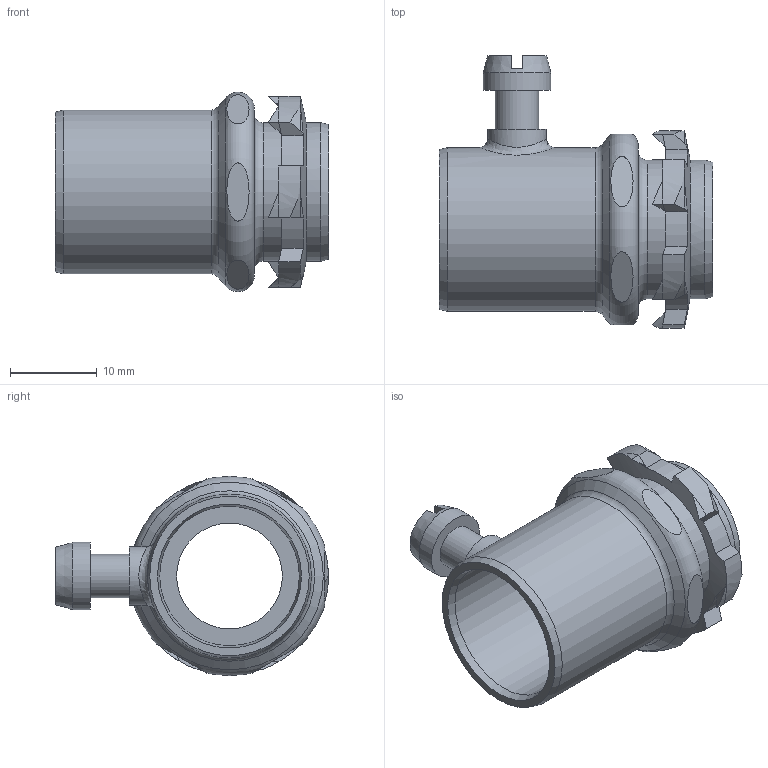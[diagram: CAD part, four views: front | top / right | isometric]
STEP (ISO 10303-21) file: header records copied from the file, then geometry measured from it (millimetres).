
FILE_DESCRIPTION(/* description */ (''),/* implementation_level */ '2;1');
FILE_NAME(/* name */ '',/* time_stamp */ '2025-06-20T14:31:26+07:00',/* author */ ('zeta-72'),/* organization */ (''),/* preprocessor_version */ 'ST-DEVELOPER v19.2',/* originating_system */ 'Autodesk Inventor 2024',/* authorisation */ '');
FILE_SCHEMA (('AUTOMOTIVE_DESIGN { 1 0 10303 214 3 1 1 }'));
Length unit declared in the file: millimetre
Products named in the file (1): ЗЭТА.046.000.000_Муфта вводная 
IP40_Упростить_1
Bounding box: 31.6 x 31.45 x 23 mm (x, y, z)
Volume: 3674.8 mm3; surface area: 4472.3 mm2
Topology: 7 solids, 7 shells, 126 faces, 338 edges, 208 vertices
Faces by surface type: plane 55, bspline 37, cylinder 20, cone 11, torus 3
Full cylindrical faces by diameter (mm): 5 x1, 6.8 x1, 7.8 x1, 12.2 x1, 16 x2, 16.1 x1, 18.9 x1
Entity records: 4925 total; most frequent: CARTESIAN_POINT 1958, ORIENTED_EDGE 616, DIRECTION 508, EDGE_CURVE 308, VERTEX_POINT 208, AXIS2_PLACEMENT_3D 199, EDGE_LOOP 140, STYLED_ITEM 132
